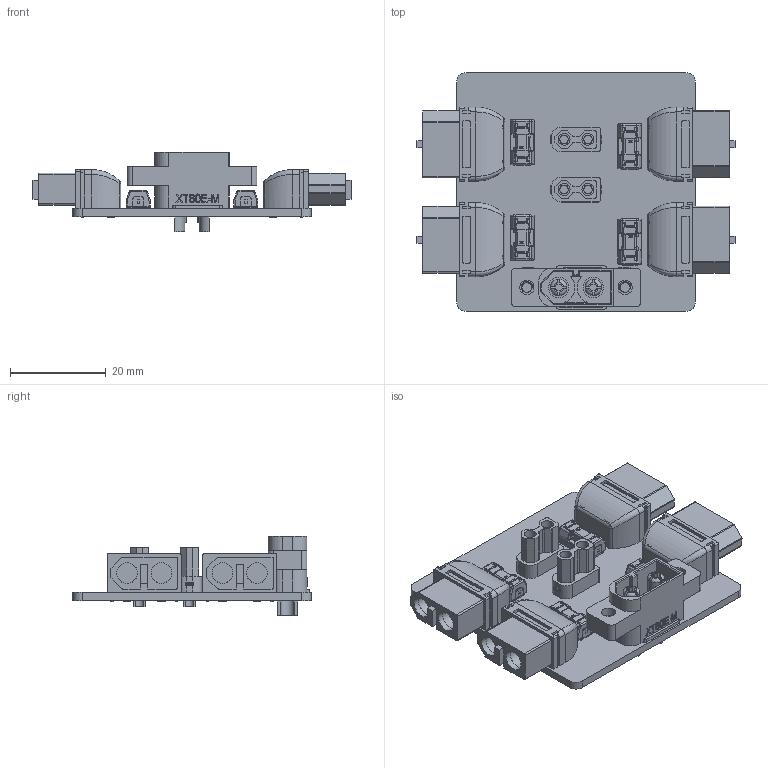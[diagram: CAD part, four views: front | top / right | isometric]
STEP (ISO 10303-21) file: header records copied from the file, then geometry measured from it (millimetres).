
FILE_DESCRIPTION(('Open CASCADE Model'),'2;1');
FILE_NAME('Open CASCADE Shape Model','2024-05-07T16:04:05',('Author'),( 'Open CASCADE'),'Open CASCADE STEP processor 7.5','Open CASCADE 7.5' ,'Unknown');
FILE_SCHEMA(('AUTOMOTIVE_DESIGN { 1 0 10303 214 1 1 1 1 }'));
Length unit declared in the file: millimetre
Products named in the file (23): PCB; Board; Open CASCADE STEP translator 7.5 18.1.1; F4; Fuse_Littelfuse_Inc_0154_125DR_eec; 1; 2; 3; 4; logo; F3; F2; F1; J7; Part Studio 1 - XT30U-F; J6; J1; XT60PW FEMALE; J5; XT60E-M - XT60E-M; J4; J3; J2
Assembly tree (29 placements, depth 4):
  PCB
    Board
      Open CASCADE STEP translator 7.5 18.1.1
    F4
      Fuse_Littelfuse_Inc_0154_125DR_eec
        1
        2
        3
        4
        logo
    F3
      Fuse_Littelfuse_Inc_0154_125DR_eec
        1
        2
        3
        4
        logo
    F2
      Fuse_Littelfuse_Inc_0154_125DR_eec
        1
        2
        3
        4
        logo
    F1
      Fuse_Littelfuse_Inc_0154_125DR_eec
        1
        2
        3
        4
        logo
    J7
      Part Studio 1 - XT30U-F
    J6
      Part Studio 1 - XT30U-F
    J1
      XT60PW FEMALE
    J5
      XT60E-M - XT60E-M
    J4
      XT60PW FEMALE
    J3
      XT60PW FEMALE
    J2
      XT60PW FEMALE
Bounding box: 66.6 x 50 x 16.65 mm (x, y, z)
Volume: 11966.3 mm3; surface area: 16238.7 mm2
Topology: 40 solids, 40 shells, 2904 faces, 7213 edges, 4340 vertices
Faces by surface type: plane 1179, cylinder 973, bspline 378, torus 276, sphere 88, cone 10
Full cylindrical faces by diameter (mm): 1.75 x4, 2.5 x16, 2.75 x2, 3 x2, 3.45 x2, 4.25 x4, 4.3 x8, 4.35 x8
Entity records: 39068 total; most frequent: CARTESIAN_POINT 10275, ORIENTED_EDGE 5322, DIRECTION 5073, EDGE_CURVE 2661, AXIS2_PLACEMENT_3D 1769, VERTEX_POINT 1662, LINE 1535, VECTOR 1535
